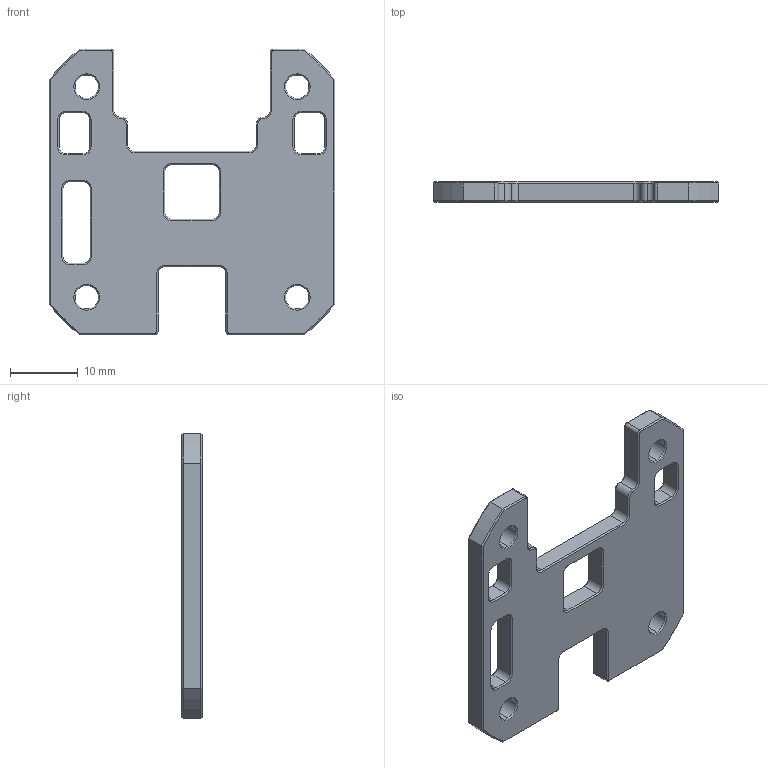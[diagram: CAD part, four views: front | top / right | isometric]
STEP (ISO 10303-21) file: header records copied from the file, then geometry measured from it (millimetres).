
FILE_DESCRIPTION (( 'STEP AP203' ), '1' );
FILE_NAME ('Dummy-0018.STEP_默认_sldprt.STEP', '2025-11-13T14:25:57', ( '' ), ( '' ), 'SwSTEP 2.0', 'SolidWorks 2020', '' );
FILE_SCHEMA (( 'CONFIG_CONTROL_DESIGN' ));
Length unit declared in the file: millimetre
Products named in the file (1): Dummy-0018.STEP_默认_sldprt
Bounding box: 42 x 3 x 42 mm (x, y, z)
Volume: 3299.8 mm3; surface area: 3164.7 mm2
Topology: 1 solids, 1 shells, 212 faces, 490 edges, 280 vertices
Faces by surface type: plane 92, cone 80, cylinder 40
Entity records: 5979 total; most frequent: DIRECTION 1060, CARTESIAN_POINT 1031, ORIENTED_EDGE 980, EDGE_CURVE 490, AXIS2_PLACEMENT_3D 373, LINE 314, VECTOR 314, VERTEX_POINT 280
